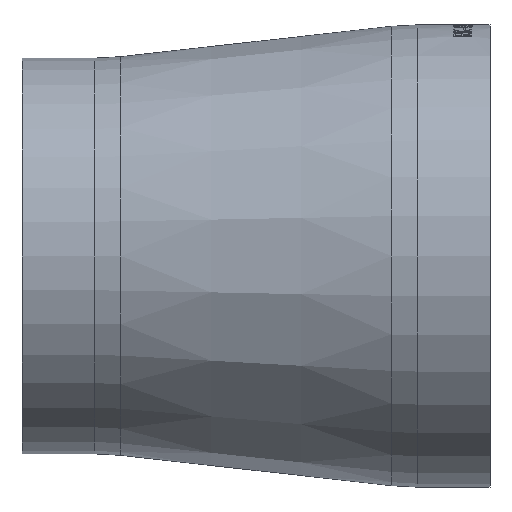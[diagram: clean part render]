
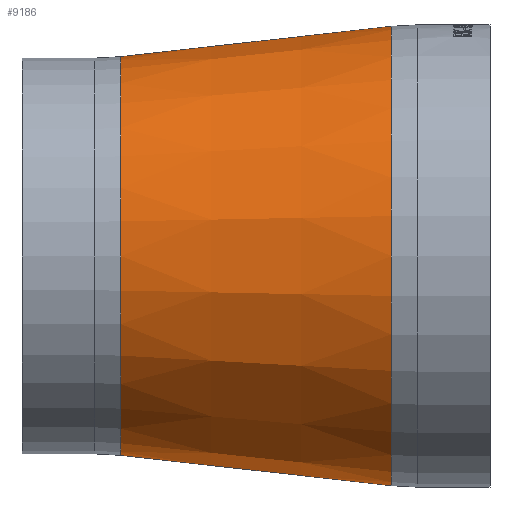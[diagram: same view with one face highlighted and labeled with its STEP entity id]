
A CAD part, left-side view. The second image highlights one B-rep face of the part: STEP entity #9186.
In plain terms, the highlighted conical face has half-angle 6.411 degrees and reference radius 38.331 mm.
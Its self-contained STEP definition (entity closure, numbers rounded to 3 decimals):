
#630 = CONICAL_SURFACE ( 'NONE', #740, 38.331, 0.112 ) ;
#740 = AXIS2_PLACEMENT_3D ( 'NONE', #12719, #4525, #14117 ) ;
#1098 = ORIENTED_EDGE ( 'NONE', *, *, #16915, .F. ) ;
#3544 = VERTEX_POINT ( 'NONE', #15857 ) ;
#3570 = DIRECTION ( 'NONE',  ( 0., 0., -1. ) ) ;
#4350 = AXIS2_PLACEMENT_3D ( 'NONE', #17238, #7697, #8945 ) ;
#4525 = DIRECTION ( 'NONE',  ( 0., -1., 0. ) ) ;
#4681 = CIRCLE ( 'NONE', #4350, 44.169 ) ;
#7124 = AXIS2_PLACEMENT_3D ( 'NONE', #9037, #14626, #3570 ) ;
#7697 = DIRECTION ( 'NONE',  ( 0., -1., 0. ) ) ;
#8453 = EDGE_CURVE ( 'NONE', #13758, #13758, #16030, .T. ) ;
#8945 = DIRECTION ( 'NONE',  ( 0., 0., -1. ) ) ;
#9037 = CARTESIAN_POINT ( 'NONE',  ( 0., 70.975, 0. ) ) ;
#9186 = ADVANCED_FACE ( 'NONE', ( #15860, #16087 ), #630, .T. ) ;
#10404 = EDGE_LOOP ( 'NONE', ( #1098 ) ) ;
#12719 = CARTESIAN_POINT ( 'NONE',  ( 0., 70.975, 0. ) ) ;
#12847 = EDGE_LOOP ( 'NONE', ( #17075 ) ) ;
#12962 = CARTESIAN_POINT ( 'NONE',  ( 0., 70.975, -38.331 ) ) ;
#13758 = VERTEX_POINT ( 'NONE', #12962 ) ;
#14117 = DIRECTION ( 'NONE',  ( 0., 0., -1. ) ) ;
#14626 = DIRECTION ( 'NONE',  ( 0., -1., 0. ) ) ;
#15857 = CARTESIAN_POINT ( 'NONE',  ( 0., 19.025, -44.169 ) ) ;
#15860 = FACE_OUTER_BOUND ( 'NONE', #10404, .T. ) ;
#16030 = CIRCLE ( 'NONE', #7124, 38.331 ) ;
#16087 = FACE_BOUND ( 'NONE', #12847, .T. ) ;
#16915 = EDGE_CURVE ( 'NONE', #3544, #3544, #4681, .T. ) ;
#17075 = ORIENTED_EDGE ( 'NONE', *, *, #8453, .T. ) ;
#17238 = CARTESIAN_POINT ( 'NONE',  ( 0., 19.025, 0. ) ) ;
